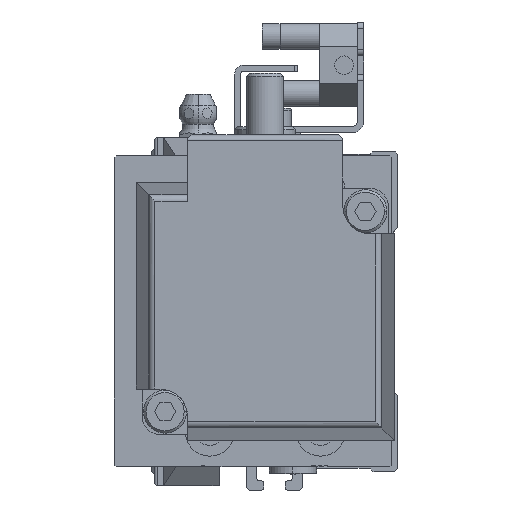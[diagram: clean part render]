
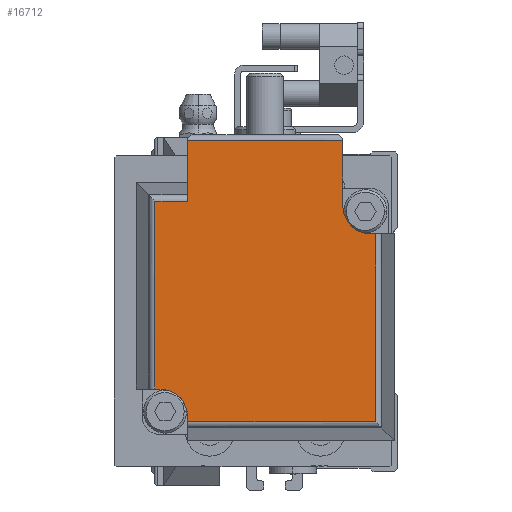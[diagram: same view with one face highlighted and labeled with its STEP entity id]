
A CAD part, left-side view. The second image highlights one B-rep face of the part: STEP entity #16712.
In plain terms, the highlighted face is planar.
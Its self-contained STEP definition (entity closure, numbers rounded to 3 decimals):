
#322 = VERTEX_POINT ( 'NONE', #12803 ) ;
#1322 = DIRECTION ( 'NONE',  ( 1., 0., 0. ) ) ;
#1835 = CARTESIAN_POINT ( 'NONE',  ( 17.929, 82.4, 25. ) ) ;
#2314 = EDGE_CURVE ( 'NONE', #5087, #35894, #16978, .T. ) ;
#2467 = CARTESIAN_POINT ( 'NONE',  ( 17.929, 82.4, -17.929 ) ) ;
#2737 = VECTOR ( 'NONE', #13832, 1000. ) ;
#2787 = EDGE_CURVE ( 'NONE', #26197, #10781, #16203, .T. ) ;
#2847 = DIRECTION ( 'NONE',  ( -1., 0., 0. ) ) ;
#3262 = DIRECTION ( 'NONE',  ( 0., 0., -1. ) ) ;
#3630 = VECTOR ( 'NONE', #2847, 1000. ) ;
#4179 = ORIENTED_EDGE ( 'NONE', *, *, #35448, .T. ) ;
#5087 = VERTEX_POINT ( 'NONE', #11263 ) ;
#5414 = DIRECTION ( 'NONE',  ( -1., 0., 0. ) ) ;
#5508 = EDGE_CURVE ( 'NONE', #24359, #37554, #14656, .T. ) ;
#5701 = EDGE_CURVE ( 'NONE', #35894, #24359, #9842, .T. ) ;
#5800 = VECTOR ( 'NONE', #5414, 1000. ) ;
#6496 = DIRECTION ( 'NONE',  ( 0., 0., -1. ) ) ;
#7433 = LINE ( 'NONE', #39115, #13288 ) ;
#7700 = PLANE ( 'NONE',  #39889 ) ;
#8064 = CARTESIAN_POINT ( 'NONE',  ( -12.6, 82.4, 25. ) ) ;
#8090 = LINE ( 'NONE', #39575, #2737 ) ;
#9748 = DIRECTION ( 'NONE',  ( 0., 0., -1. ) ) ;
#9751 = VECTOR ( 'NONE', #3262, 1000. ) ;
#9842 = LINE ( 'NONE', #16024, #9751 ) ;
#10047 = DIRECTION ( 'NONE',  ( 0., 1., 0. ) ) ;
#10781 = VERTEX_POINT ( 'NONE', #19406 ) ;
#11263 = CARTESIAN_POINT ( 'NONE',  ( 17.1, 82.4, 12.6 ) ) ;
#11543 = LINE ( 'NONE', #8064, #40131 ) ;
#12258 = ORIENTED_EDGE ( 'NONE', *, *, #5508, .T. ) ;
#12803 = CARTESIAN_POINT ( 'NONE',  ( -12.6, 82.4, -17.1 ) ) ;
#13288 = VECTOR ( 'NONE', #17068, 1000. ) ;
#13429 = EDGE_LOOP ( 'NONE', ( #32608, #16920, #29358, #12258, #4179, #32859, #30622, #34054, #18955, #37772, #24642, #17296 ) ) ;
#13438 = DIRECTION ( 'NONE',  ( 0., -1., 0. ) ) ;
#13832 = DIRECTION ( 'NONE',  ( 0., 0., -1. ) ) ;
#14441 = EDGE_CURVE ( 'NONE', #21594, #16398, #7433, .T. ) ;
#14563 = CARTESIAN_POINT ( 'NONE',  ( -17.1, 82.4, -12.6 ) ) ;
#14601 = LINE ( 'NONE', #1835, #38871 ) ;
#14656 = LINE ( 'NONE', #21040, #5800 ) ;
#14800 = CARTESIAN_POINT ( 'NONE',  ( 12.6, 82.4, 17.929 ) ) ;
#16024 = CARTESIAN_POINT ( 'NONE',  ( 27.7, 82.4, 12.6 ) ) ;
#16203 = LINE ( 'NONE', #38452, #33374 ) ;
#16370 = CARTESIAN_POINT ( 'NONE',  ( 17.929, 82.4, -12.6 ) ) ;
#16398 = VERTEX_POINT ( 'NONE', #17397 ) ;
#16712 = ADVANCED_FACE ( 'NONE', ( #29293 ), #7700, .F. ) ;
#16920 = ORIENTED_EDGE ( 'NONE', *, *, #2314, .T. ) ;
#16978 = LINE ( 'NONE', #29531, #35961 ) ;
#17068 = DIRECTION ( 'NONE',  ( -1., 0., 0. ) ) ;
#17296 = ORIENTED_EDGE ( 'NONE', *, *, #19062, .T. ) ;
#17397 = CARTESIAN_POINT ( 'NONE',  ( -12.6, 82.4, -17.929 ) ) ;
#17668 = CARTESIAN_POINT ( 'NONE',  ( 27.7, 82.4, -12.6 ) ) ;
#18825 = VERTEX_POINT ( 'NONE', #40027 ) ;
#18955 = ORIENTED_EDGE ( 'NONE', *, *, #2787, .T. ) ;
#19062 = EDGE_CURVE ( 'NONE', #19632, #25762, #8090, .T. ) ;
#19406 = CARTESIAN_POINT ( 'NONE',  ( -17.929, 82.4, -12.6 ) ) ;
#19624 = LINE ( 'NONE', #19839, #23332 ) ;
#19632 = VERTEX_POINT ( 'NONE', #14800 ) ;
#19839 = CARTESIAN_POINT ( 'NONE',  ( -17.929, 82.4, 25. ) ) ;
#21040 = CARTESIAN_POINT ( 'NONE',  ( 27.7, 82.4, -12.6 ) ) ;
#21215 = AXIS2_PLACEMENT_3D ( 'NONE', #25400, #37753, #9748 ) ;
#21525 = EDGE_CURVE ( 'NONE', #16398, #322, #11543, .T. ) ;
#21594 = VERTEX_POINT ( 'NONE', #2467 ) ;
#21999 = CARTESIAN_POINT ( 'NONE',  ( 17.1, 82.4, 17.1 ) ) ;
#23332 = VECTOR ( 'NONE', #6496, 1000. ) ;
#24359 = VERTEX_POINT ( 'NONE', #17668 ) ;
#24642 = ORIENTED_EDGE ( 'NONE', *, *, #29536, .F. ) ;
#25283 = LINE ( 'NONE', #28367, #3630 ) ;
#25400 = CARTESIAN_POINT ( 'NONE',  ( -17.1, 82.4, -17.1 ) ) ;
#25762 = VERTEX_POINT ( 'NONE', #27199 ) ;
#26197 = VERTEX_POINT ( 'NONE', #14563 ) ;
#26429 = CARTESIAN_POINT ( 'NONE',  ( 17.929, 82.4, 25. ) ) ;
#27199 = CARTESIAN_POINT ( 'NONE',  ( 12.6, 82.4, 17.1 ) ) ;
#27955 = EDGE_CURVE ( 'NONE', #18825, #10781, #19624, .T. ) ;
#28367 = CARTESIAN_POINT ( 'NONE',  ( 25., 82.4, 17.929 ) ) ;
#28892 = CIRCLE ( 'NONE', #37445, 4.5 ) ;
#29293 = FACE_OUTER_BOUND ( 'NONE', #13429, .T. ) ;
#29358 = ORIENTED_EDGE ( 'NONE', *, *, #5701, .T. ) ;
#29531 = CARTESIAN_POINT ( 'NONE',  ( 17.929, 82.4, 12.6 ) ) ;
#29536 = EDGE_CURVE ( 'NONE', #19632, #18825, #25283, .T. ) ;
#30547 = CARTESIAN_POINT ( 'NONE',  ( 27.7, 82.4, 12.6 ) ) ;
#30622 = ORIENTED_EDGE ( 'NONE', *, *, #21525, .T. ) ;
#32353 = EDGE_CURVE ( 'NONE', #5087, #25762, #28892, .T. ) ;
#32608 = ORIENTED_EDGE ( 'NONE', *, *, #32353, .F. ) ;
#32859 = ORIENTED_EDGE ( 'NONE', *, *, #14441, .T. ) ;
#33374 = VECTOR ( 'NONE', #35354, 1000. ) ;
#33738 = DIRECTION ( 'NONE',  ( 0., 0., -1. ) ) ;
#34054 = ORIENTED_EDGE ( 'NONE', *, *, #36737, .F. ) ;
#34551 = DIRECTION ( 'NONE',  ( 0., 0., -1. ) ) ;
#35354 = DIRECTION ( 'NONE',  ( -1., 0., 0. ) ) ;
#35448 = EDGE_CURVE ( 'NONE', #37554, #21594, #14601, .T. ) ;
#35894 = VERTEX_POINT ( 'NONE', #30547 ) ;
#35961 = VECTOR ( 'NONE', #1322, 1000. ) ;
#36737 = EDGE_CURVE ( 'NONE', #26197, #322, #39618, .T. ) ;
#37445 = AXIS2_PLACEMENT_3D ( 'NONE', #21999, #10047, #34551 ) ;
#37554 = VERTEX_POINT ( 'NONE', #16370 ) ;
#37753 = DIRECTION ( 'NONE',  ( 0., 1., 0. ) ) ;
#37772 = ORIENTED_EDGE ( 'NONE', *, *, #27955, .F. ) ;
#38371 = DIRECTION ( 'NONE',  ( 0., 0., -1. ) ) ;
#38452 = CARTESIAN_POINT ( 'NONE',  ( 17.929, 82.4, -12.6 ) ) ;
#38871 = VECTOR ( 'NONE', #33738, 1000. ) ;
#39115 = CARTESIAN_POINT ( 'NONE',  ( 25., 82.4, -17.929 ) ) ;
#39346 = DIRECTION ( 'NONE',  ( 0., 0., 1. ) ) ;
#39575 = CARTESIAN_POINT ( 'NONE',  ( 12.6, 82.4, 25. ) ) ;
#39618 = CIRCLE ( 'NONE', #21215, 4.5 ) ;
#39889 = AXIS2_PLACEMENT_3D ( 'NONE', #26429, #13438, #38371 ) ;
#40027 = CARTESIAN_POINT ( 'NONE',  ( -17.929, 82.4, 17.929 ) ) ;
#40131 = VECTOR ( 'NONE', #39346, 1000. ) ;
